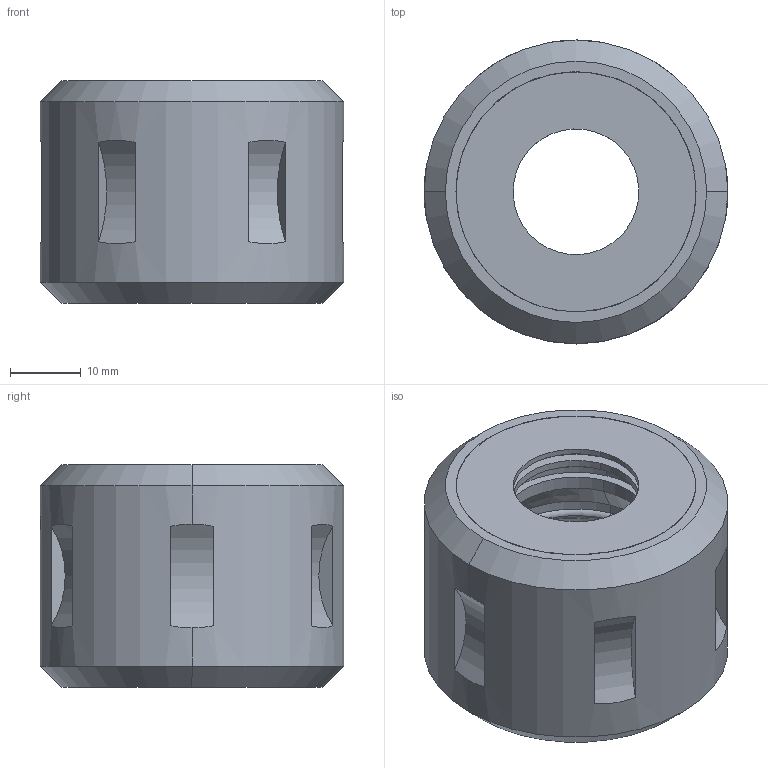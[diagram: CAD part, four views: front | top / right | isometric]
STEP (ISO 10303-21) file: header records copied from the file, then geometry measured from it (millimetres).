
FILE_DESCRIPTION (( 'STEP AP203' ), '1' );
FILE_NAME ('SM88D16D.STEP', '2018-03-27T06:51:12', ( 'artnet' ), ( 'Hewlett-Packard Company' ), 'SwSTEP 2.0', 'SolidWorks 2018', '' );
FILE_SCHEMA (( 'CONFIG_CONTROL_DESIGN' ));
Length unit declared in the file: millimetre
Products named in the file (3): IR88D16D; SM88D16D; ME88D16D
Assembly tree (2 placements, depth 2):
  SM88D16D
    ME88D16D
    IR88D16D
Bounding box: 43 x 43 x 31.5 mm (x, y, z)
Volume: 23605.1 mm3; surface area: 13638.7 mm2
Topology: 2 solids, 2 shells, 92 faces, 196 edges, 120 vertices
Faces by surface type: cylinder 42, plane 25, cone 14, torus 11
Entity records: 2971 total; most frequent: CARTESIAN_POINT 623, DIRECTION 474, ORIENTED_EDGE 392, AXIS2_PLACEMENT_3D 205, EDGE_CURVE 196, VERTEX_POINT 120, EDGE_LOOP 110, CIRCLE 108
